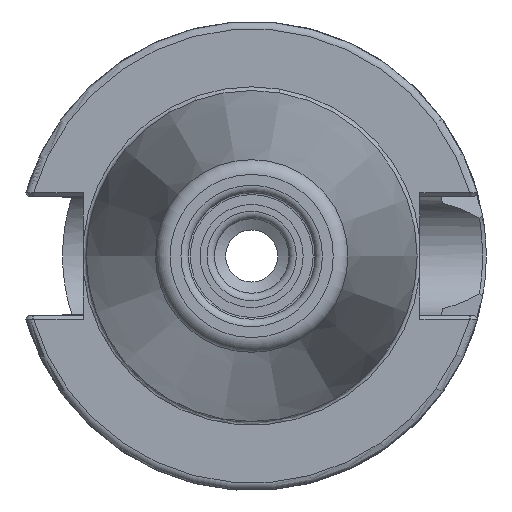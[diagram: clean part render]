
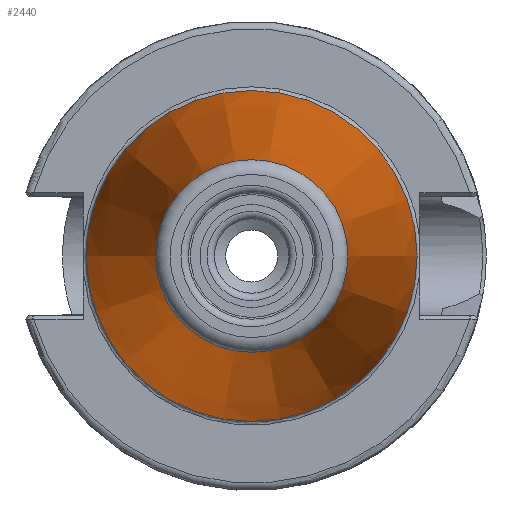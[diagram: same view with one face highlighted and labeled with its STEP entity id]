
A CAD part, left-side view. The second image highlights one B-rep face of the part: STEP entity #2440.
In plain terms, the highlighted conical face has half-angle 8.297 degrees and reference radius 17.581 mm.
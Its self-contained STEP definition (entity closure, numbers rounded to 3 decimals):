
#71=CONICAL_SURFACE('',#2637,17.581,0.145);
#148=LINE('',#4634,#263);
#263=VECTOR('',#3134,17.581);
#469=FACE_OUTER_BOUND('',#605,.T.);
#605=EDGE_LOOP('',(#1866,#1867,#1868,#1869,#1870,#1871,#1872));
#743=CIRCLE('',#2633,12.937);
#744=CIRCLE('',#2634,12.937);
#745=CIRCLE('',#2635,12.937);
#747=CIRCLE('',#2638,22.225);
#748=CIRCLE('',#2639,22.225);
#1012=VERTEX_POINT('',#4622);
#1013=VERTEX_POINT('',#4623);
#1014=VERTEX_POINT('',#4625);
#1015=VERTEX_POINT('',#4630);
#1016=VERTEX_POINT('',#4631);
#1332=EDGE_CURVE('',#1012,#1013,#743,.T.);
#1333=EDGE_CURVE('',#1014,#1012,#744,.T.);
#1334=EDGE_CURVE('',#1013,#1014,#745,.T.);
#1336=EDGE_CURVE('',#1015,#1016,#747,.T.);
#1337=EDGE_CURVE('',#1016,#1015,#748,.T.);
#1338=EDGE_CURVE('',#1016,#1014,#148,.T.);
#1866=ORIENTED_EDGE('',*,*,#1336,.F.);
#1867=ORIENTED_EDGE('',*,*,#1337,.F.);
#1868=ORIENTED_EDGE('',*,*,#1338,.T.);
#1869=ORIENTED_EDGE('',*,*,#1333,.T.);
#1870=ORIENTED_EDGE('',*,*,#1332,.T.);
#1871=ORIENTED_EDGE('',*,*,#1334,.T.);
#1872=ORIENTED_EDGE('',*,*,#1338,.F.);
#2440=ADVANCED_FACE('',(#469),#71,.T.);
#2633=AXIS2_PLACEMENT_3D('',#4624,#3120,#3121);
#2634=AXIS2_PLACEMENT_3D('',#4626,#3122,#3123);
#2635=AXIS2_PLACEMENT_3D('',#4627,#3124,#3125);
#2637=AXIS2_PLACEMENT_3D('',#4629,#3128,#3129);
#2638=AXIS2_PLACEMENT_3D('',#4632,#3130,#3131);
#2639=AXIS2_PLACEMENT_3D('',#4633,#3132,#3133);
#3120=DIRECTION('center_axis',(1.,0.,0.));
#3121=DIRECTION('ref_axis',(0.,0.,-1.));
#3122=DIRECTION('center_axis',(1.,0.,0.));
#3123=DIRECTION('ref_axis',(0.,0.,-1.));
#3124=DIRECTION('center_axis',(1.,0.,0.));
#3125=DIRECTION('ref_axis',(0.,0.,-1.));
#3128=DIRECTION('center_axis',(1.,0.,0.));
#3129=DIRECTION('ref_axis',(0.,1.,0.));
#3130=DIRECTION('center_axis',(1.,0.,0.));
#3131=DIRECTION('ref_axis',(0.,0.,-1.));
#3132=DIRECTION('center_axis',(1.,0.,0.));
#3133=DIRECTION('ref_axis',(0.,0.,-1.));
#3134=DIRECTION('',(-0.99,0.144,0.));
#4622=CARTESIAN_POINT('',(-63.689,12.937,0.));
#4623=CARTESIAN_POINT('',(-63.689,0.,12.937));
#4624=CARTESIAN_POINT('Origin',(-63.689,0.,
0.));
#4625=CARTESIAN_POINT('',(-63.689,-12.937,0.));
#4626=CARTESIAN_POINT('Origin',(-63.689,0.,
0.));
#4627=CARTESIAN_POINT('Origin',(-63.689,0.,
0.));
#4629=CARTESIAN_POINT('Origin',(-31.844,0.,
0.));
#4630=CARTESIAN_POINT('',(0.,22.225,0.));
#4631=CARTESIAN_POINT('',(0.,-22.225,0.));
#4632=CARTESIAN_POINT('Origin',(0.,0.,
0.));
#4633=CARTESIAN_POINT('Origin',(0.,0.,
0.));
#4634=CARTESIAN_POINT('',(-31.844,-17.581,0.));
